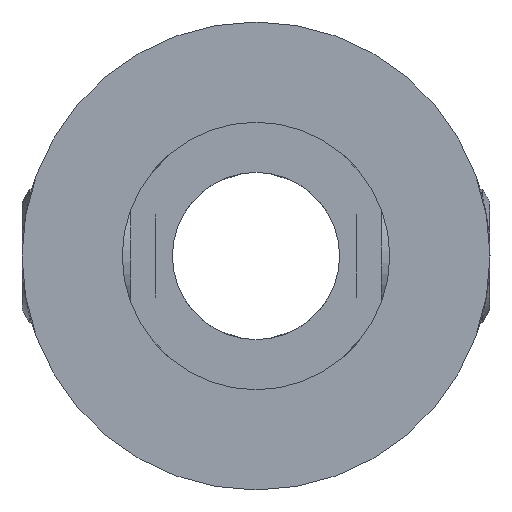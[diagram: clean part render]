
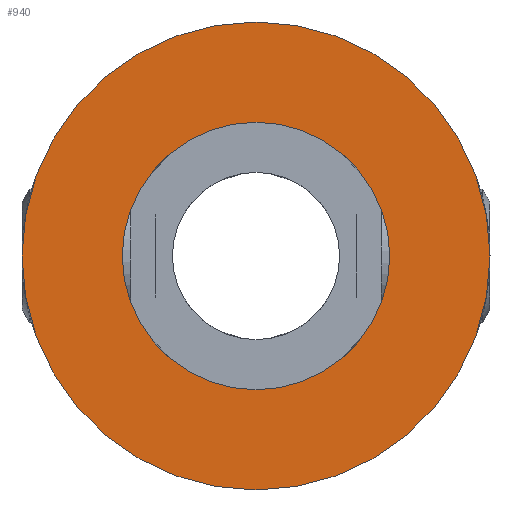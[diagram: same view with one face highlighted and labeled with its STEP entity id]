
A CAD part, left-side view. The second image highlights one B-rep face of the part: STEP entity #940.
In plain terms, the highlighted planar face has unit normal (-1, 0, 0).
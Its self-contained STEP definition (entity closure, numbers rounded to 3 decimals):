
#240=FACE_BOUND('',#314,.T.);
#255=FACE_OUTER_BOUND('',#313,.T.);
#313=EDGE_LOOP('',(#635));
#314=EDGE_LOOP('',(#636));
#386=CIRCLE('',#1026,7.);
#387=CIRCLE('',#1027,4.);
#412=VERTEX_POINT('',#1372);
#413=VERTEX_POINT('',#1374);
#502=EDGE_CURVE('',#412,#412,#386,.T.);
#503=EDGE_CURVE('',#413,#413,#387,.T.);
#635=ORIENTED_EDGE('',*,*,#502,.F.);
#636=ORIENTED_EDGE('',*,*,#503,.T.);
#901=PLANE('',#1025);
#940=ADVANCED_FACE('',(#255,#240),#901,.F.);
#1025=AXIS2_PLACEMENT_3D('',#1371,#1111,#1112);
#1026=AXIS2_PLACEMENT_3D('',#1373,#1113,#1114);
#1027=AXIS2_PLACEMENT_3D('',#1375,#1115,#1116);
#1111=DIRECTION('center_axis',(1.,0.,0.));
#1112=DIRECTION('ref_axis',(0.,0.,-1.));
#1113=DIRECTION('center_axis',(1.,0.,0.));
#1114=DIRECTION('ref_axis',(0.,0.,-1.));
#1115=DIRECTION('center_axis',(1.,0.,0.));
#1116=DIRECTION('ref_axis',(0.,0.,-1.));
#1371=CARTESIAN_POINT('Origin',(-21.541,-1.774,4.484));
#1372=CARTESIAN_POINT('',(-21.541,-1.774,-2.516));
#1373=CARTESIAN_POINT('Origin',(-21.541,-1.774,4.484));
#1374=CARTESIAN_POINT('',(-21.541,-1.774,0.484));
#1375=CARTESIAN_POINT('Origin',(-21.541,-1.774,4.484));
